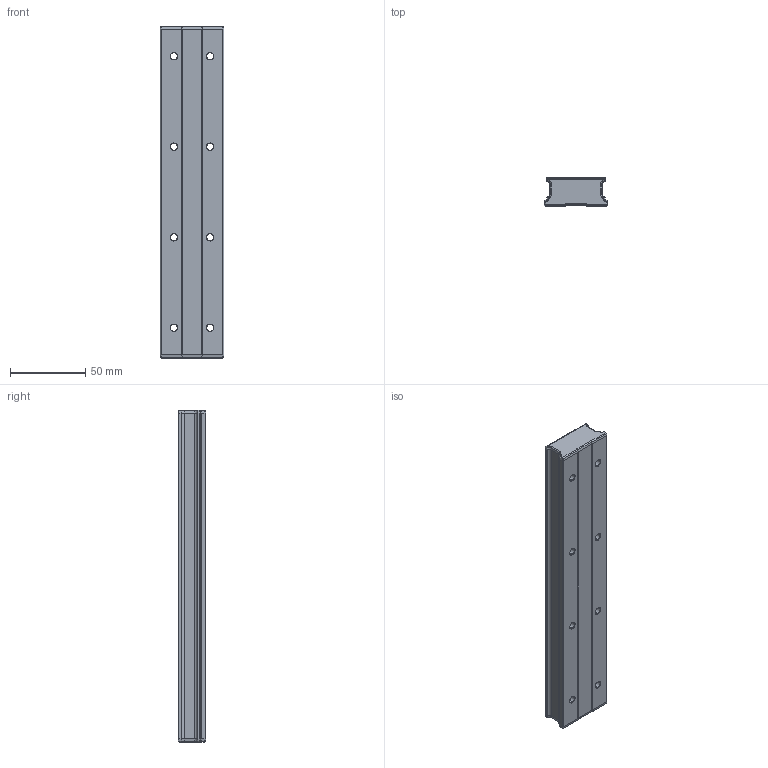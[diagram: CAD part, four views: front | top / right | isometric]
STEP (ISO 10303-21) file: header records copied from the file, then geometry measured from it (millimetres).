
FILE_DESCRIPTION (( 'STEP AP214' ), '1' );
FILE_NAME ('WRC27-20-rail-X2.STEP', '2018-07-09T07:02:03', ( '' ), ( '' ), 'SwSTEP 2.0', 'SolidWorks 2010', '' );
FILE_SCHEMA (( 'AUTOMOTIVE_DESIGN' ));
Length unit declared in the file: millimetre
Products named in the file (1): WRC27-20-rail-X2
Bounding box: 42 x 18.5 x 220 mm (x, y, z)
Volume: 147020.4 mm3; surface area: 30506.1 mm2
Topology: 1 solids, 1 shells, 216 faces, 502 edges, 296 vertices
Faces by surface type: plane 98, cone 68, cylinder 50
Entity records: 6156 total; most frequent: CARTESIAN_POINT 1283, DIRECTION 1008, ORIENTED_EDGE 1004, EDGE_CURVE 502, AXIS2_PLACEMENT_3D 365, VERTEX_POINT 296, LINE 278, VECTOR 278
